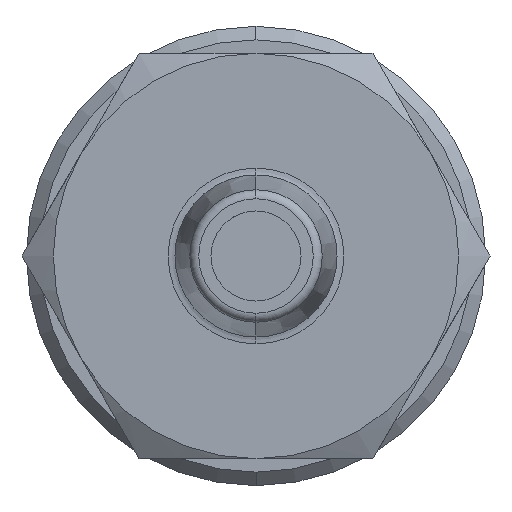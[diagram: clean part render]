
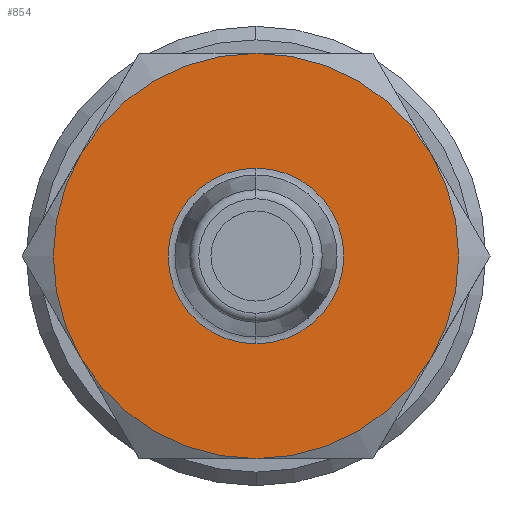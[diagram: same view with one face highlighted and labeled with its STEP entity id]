
A CAD part, front view. The second image highlights one B-rep face of the part: STEP entity #854.
In plain terms, the highlighted planar face has unit normal (0, -1, 0).
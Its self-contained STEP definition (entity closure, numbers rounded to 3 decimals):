
#240 = CARTESIAN_POINT ( 'NONE',  ( 0., -5., 0. ) ) ;
#241 = DIRECTION ( 'NONE',  ( 0., -1., 0. ) ) ;
#242 = DIRECTION ( 'NONE',  ( 0., 0., -1. ) ) ;
#298 = ORIENTED_EDGE ( 'NONE', *, *, #1178, .T. ) ;
#299 = ORIENTED_EDGE ( 'NONE', *, *, #1175, .T. ) ;
#300 = ORIENTED_EDGE ( 'NONE', *, *, #1174, .T. ) ;
#301 = ORIENTED_EDGE ( 'NONE', *, *, #760, .T. ) ;
#302 = ORIENTED_EDGE ( 'NONE', *, *, #1177, .T. ) ;
#303 = ORIENTED_EDGE ( 'NONE', *, *, #1176, .T. ) ;
#305 = ORIENTED_EDGE ( 'NONE', *, *, #1179, .F. ) ;
#307 = ORIENTED_EDGE ( 'NONE', *, *, #1156, .F. ) ;
#529 = EDGE_LOOP ( 'NONE', ( #299, #300, #301, #298, #302, #303 ) ) ;
#530 = EDGE_LOOP ( 'NONE', ( #305, #307 ) ) ;
#618 = CARTESIAN_POINT ( 'NONE',  ( 0., -5., 0. ) ) ;
#619 = DIRECTION ( 'NONE',  ( 0., -1., 0. ) ) ;
#620 = DIRECTION ( 'NONE',  ( 0., 0., -1. ) ) ;
#760 = EDGE_CURVE ( 'NONE', #1652, #1677, #1046, .T. ) ;
#854 = ADVANCED_FACE ( 'NONE', ( #1421, #1422 ), #2146, .T. ) ;
#924 = AXIS2_PLACEMENT_3D ( 'NONE', #2147, #2148, #2149 ) ;
#1046 = CIRCLE ( 'NONE', #1047, 4.5 ) ;
#1047 = AXIS2_PLACEMENT_3D ( 'NONE', #618, #619, #620 ) ;
#1156 = EDGE_CURVE ( 'NONE', #1598, #1599, #2294, .T. ) ;
#1174 = EDGE_CURVE ( 'NONE', #1657, #1652, #2318, .T. ) ;
#1175 = EDGE_CURVE ( 'NONE', #1662, #1657, #2303, .T. ) ;
#1176 = EDGE_CURVE ( 'NONE', #1667, #1662, #2323, .T. ) ;
#1177 = EDGE_CURVE ( 'NONE', #1672, #1667, #2326, .T. ) ;
#1178 = EDGE_CURVE ( 'NONE', #1677, #1672, #2329, .T. ) ;
#1179 = EDGE_CURVE ( 'NONE', #1599, #1598, #2331, .T. ) ;
#1421 = FACE_OUTER_BOUND ( 'NONE', #529, .T. ) ;
#1422 = FACE_BOUND ( 'NONE', #530, .T. ) ;
#1598 = VERTEX_POINT ( 'NONE', #1853 ) ;
#1599 = VERTEX_POINT ( 'NONE', #1854 ) ;
#1652 = VERTEX_POINT ( 'NONE', #1907 ) ;
#1657 = VERTEX_POINT ( 'NONE', #1912 ) ;
#1662 = VERTEX_POINT ( 'NONE', #1917 ) ;
#1667 = VERTEX_POINT ( 'NONE', #1922 ) ;
#1672 = VERTEX_POINT ( 'NONE', #1927 ) ;
#1677 = VERTEX_POINT ( 'NONE', #1932 ) ;
#1709 = CARTESIAN_POINT ( 'NONE',  ( 0., -5., 0. ) ) ;
#1710 = DIRECTION ( 'NONE',  ( 0., -1., 0. ) ) ;
#1711 = DIRECTION ( 'NONE',  ( 0., 0., -1. ) ) ;
#1712 = CARTESIAN_POINT ( 'NONE',  ( 0., -5., 0. ) ) ;
#1713 = DIRECTION ( 'NONE',  ( 0., -1., 0. ) ) ;
#1714 = DIRECTION ( 'NONE',  ( 0., 0., -1. ) ) ;
#1715 = CARTESIAN_POINT ( 'NONE',  ( 0., -5., 0. ) ) ;
#1716 = DIRECTION ( 'NONE',  ( 0., -1., 0. ) ) ;
#1717 = DIRECTION ( 'NONE',  ( 0., 0., -1. ) ) ;
#1718 = CARTESIAN_POINT ( 'NONE',  ( 0., -5., 0. ) ) ;
#1719 = DIRECTION ( 'NONE',  ( 0., -1., 0. ) ) ;
#1720 = DIRECTION ( 'NONE',  ( 0., 0., -1. ) ) ;
#1721 = CARTESIAN_POINT ( 'NONE',  ( 0., -5., 0. ) ) ;
#1722 = DIRECTION ( 'NONE',  ( 0., -1., 0. ) ) ;
#1723 = DIRECTION ( 'NONE',  ( 0., 0., -1. ) ) ;
#1724 = CARTESIAN_POINT ( 'NONE',  ( 0., -5., 0. ) ) ;
#1725 = DIRECTION ( 'NONE',  ( 0., -1., 0. ) ) ;
#1726 = DIRECTION ( 'NONE',  ( 0., 0., -1. ) ) ;
#1853 = CARTESIAN_POINT ( 'NONE',  ( 0., -5., 1.95 ) ) ;
#1854 = CARTESIAN_POINT ( 'NONE',  ( 0., -5., -1.95 ) ) ;
#1907 = CARTESIAN_POINT ( 'NONE',  ( 3.897, -5., 2.25 ) ) ;
#1912 = CARTESIAN_POINT ( 'NONE',  ( 3.897, -5., -2.25 ) ) ;
#1917 = CARTESIAN_POINT ( 'NONE',  ( 0., -5., -4.5 ) ) ;
#1922 = CARTESIAN_POINT ( 'NONE',  ( -3.897, -5., -2.25 ) ) ;
#1927 = CARTESIAN_POINT ( 'NONE',  ( -3.897, -5., 2.25 ) ) ;
#1932 = CARTESIAN_POINT ( 'NONE',  ( 0., -5., 4.5 ) ) ;
#2146 = PLANE ( 'NONE',  #924 ) ;
#2147 = CARTESIAN_POINT ( 'NONE',  ( 1.95, -5., 0. ) ) ;
#2148 = DIRECTION ( 'NONE',  ( 0., -1., 0. ) ) ;
#2149 = DIRECTION ( 'NONE',  ( 0., 0., -1. ) ) ;
#2294 = CIRCLE ( 'NONE', #2301, 1.95 ) ;
#2301 = AXIS2_PLACEMENT_3D ( 'NONE', #240, #241, #242 ) ;
#2303 = CIRCLE ( 'NONE', #2330, 4.5 ) ;
#2318 = CIRCLE ( 'NONE', #2328, 4.5 ) ;
#2323 = CIRCLE ( 'NONE', #2332, 4.5 ) ;
#2326 = CIRCLE ( 'NONE', #2334, 4.5 ) ;
#2328 = AXIS2_PLACEMENT_3D ( 'NONE', #1709, #1710, #1711 ) ;
#2329 = CIRCLE ( 'NONE', #2335, 4.5 ) ;
#2330 = AXIS2_PLACEMENT_3D ( 'NONE', #1712, #1713, #1714 ) ;
#2331 = CIRCLE ( 'NONE', #2337, 1.95 ) ;
#2332 = AXIS2_PLACEMENT_3D ( 'NONE', #1715, #1716, #1717 ) ;
#2334 = AXIS2_PLACEMENT_3D ( 'NONE', #1718, #1719, #1720 ) ;
#2335 = AXIS2_PLACEMENT_3D ( 'NONE', #1721, #1722, #1723 ) ;
#2337 = AXIS2_PLACEMENT_3D ( 'NONE', #1724, #1725, #1726 ) ;
